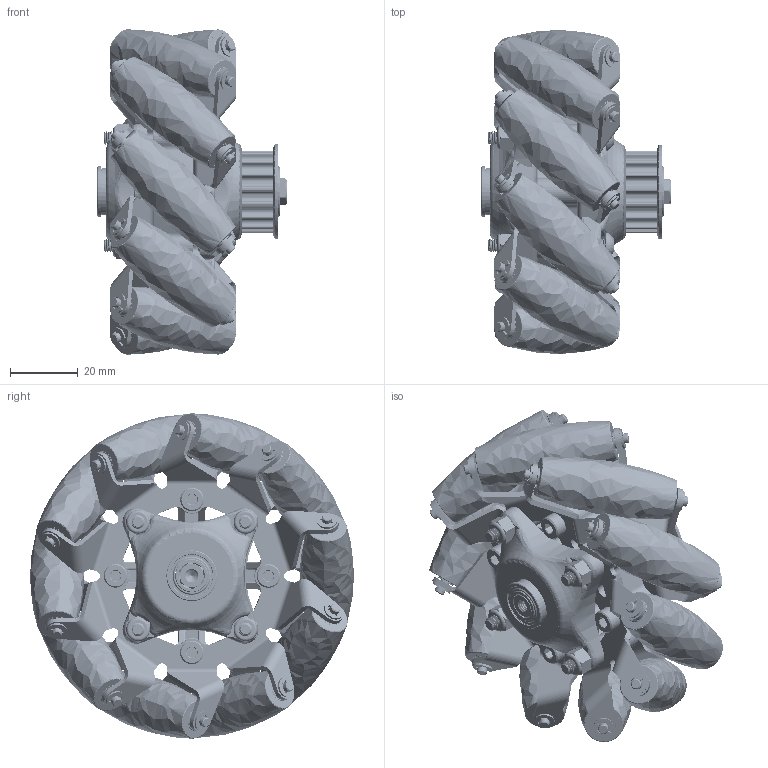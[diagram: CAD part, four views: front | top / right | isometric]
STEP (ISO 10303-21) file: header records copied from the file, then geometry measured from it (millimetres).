
FILE_DESCRIPTION(/* description */ ('','CAx-IF Rec.Pracs.---Representation and Presentation of Product Manufacturing Information (PMI)---4.0---2014-10-13'),/* implementation_level */ '2;1');
FILE_NAME(/* name */ 'Dead Axle Left.step',/* time_stamp */ '2025-02-03T15:16:09-06:00',/* author */ (''),/* organization */ (''),/* preprocessor_version */ 'ST-DEVELOPER v20',/* originating_system */ 'Autodesk Translation Framework v13.20.0.188',/* authorisation */ '');
FILE_SCHEMA (('AP242_MANAGED_MODEL_BASED_3D_ENGINEERING_MIM_LF { 1 0 10303 442 1 1 4 }'));
Products named in the file (32): Dead Axle Left; 1611 Series Flanged Ball Bearing (8mm REX ID x 14mm OD, 5mm Thickness
) 1611-0514-4008 <4>; 2106 Series Stainless Steel Rex Shaft; 2802 Series Zinc-Plated Steel Button Head Screw (M4 x 0.7mm, 35mm Len
gth) 2802-0004-0035; 1611 Series Flanged Ball Bearing (8mm REX ID x 14mm OD, 5mm Thickness
) 1611-0514-4008 <2>; inner race; outer race; 2812 Series Zinc-Plated Steel Nylon-Insert Locknut (M4 x 0.7mm, 7mm H
ex) 2812-0004-0007; 96mm Mecanum Wheel (Left Slant, 70A Durometer Bearing Supported Rolle
rs) 3213-3606-0002 <1>; M4 Nut; 20mm M4 screw; Left Wheel Frame <1>; Roller Asm <3>; Left Slant Plate Fixed; Roller Asm <8>; Roller Asm <10>; Roller Asm <4>; Roller Asm <7>; Roller Asm <2>; Roller Asm <5>; Roller Asm <6>; Roller Asm <9>; Roller Asm <1>; Roller Axle; Roller E Clip; Roller Bearing; Roller Shim; Roller Core; Roller Cover; Wheel Core; gAxle; fAxle
Assembly tree (130 placements, depth 5):
  Dead Axle Left
    2812 Series Zinc-Plated Steel Nylon-Insert Locknut (M4 x 0.7mm, 7mm H
ex) 2812-0004-0007  x4
    2802 Series Zinc-Plated Steel Button Head Screw (M4 x 0.7mm, 35mm Len
gth) 2802-0004-0035  x4
    1611 Series Flanged Ball Bearing (8mm REX ID x 14mm OD, 5mm Thickness
) 1611-0514-4008 <4>
      outer race
      inner race
    2106 Series Stainless Steel Rex Shaft
    1611 Series Flanged Ball Bearing (8mm REX ID x 14mm OD, 5mm Thickness
) 1611-0514-4008 <2>
      inner race
      outer race
    96mm Mecanum Wheel (Left Slant, 70A Durometer Bearing Supported Rolle
rs) 3213-3606-0002 <1>
      20mm M4 screw  x4
      M4 Nut  x4
      Left Wheel Frame <1>
        Left Slant Plate Fixed  x2
        Roller Asm <3>
          Roller Axle
          Roller Cover
          Roller E Clip  x2
          Roller Core
          Roller Bearing  x2
          Roller Shim  x2
        Roller Asm <8>
          Roller Shim  x2
          Roller E Clip  x2
          Roller Bearing  x2
          Roller Axle
          Roller Cover
          Roller Core
        Roller Asm <10>
          Roller Shim  x2
          Roller E Clip  x2
          Roller Bearing  x2
          Roller Cover
          Roller Axle
          Roller Core
        Roller Asm <4>
          Roller Shim  x2
          Roller E Clip  x2
          Roller Bearing  x2
          Roller Axle
          Roller Core
          Roller Cover
        Roller Asm <7>
          Roller Bearing  x2
          Roller E Clip  x2
          Roller Shim  x2
          Roller Axle
          Roller Cover
          Roller Core
        Roller Asm <2>
          Roller Shim  x2
          Roller Axle
          Roller Bearing  x2
          Roller E Clip  x2
          Roller Cover
          Roller Core
        Roller Asm <5>
          Roller Axle
          Roller Shim  x2
Bounding box: 56 x 95.84 x 96.29 mm (x, y, z)
Volume: 117937.5 mm3; surface area: 112904.6 mm2
Topology: 116 solids, 120 shells, 5044 faces, 12974 edges, 8443 vertices
Faces by surface type: cylinder 2172, plane 1323, cone 662, bspline 484, torus 367, sphere 36
Full cylindrical faces by diameter (mm): 2 x20, 3 x50, 3.05 x20, 3.091 x304, 3.15 x20, 3.3 x65, 3.359 x8, 4 x388, 4.05 x16, 4.1 x50, 4.228 x40, 4.3 x8, 4.371 x8, 4.95 x20, 6 x41, 6.4 x40, 7 x44, 7.6 x4, 9.5 x40, 9.8 x4, 9.85 x4, 12.7 x4, 13.1 x4, 13.6 x2, 14 x3, 14.1 x2, 15 x2, 16 x2, 27.94 x1
Entity records: 109527 total; most frequent: CARTESIAN_POINT 64841, ORIENTED_EDGE 9624, DIRECTION 8716, EDGE_CURVE 4812, AXIS2_PLACEMENT_3D 3538, VERTEX_POINT 3058, EDGE_LOOP 1969, FACE_OUTER_BOUND 1811
